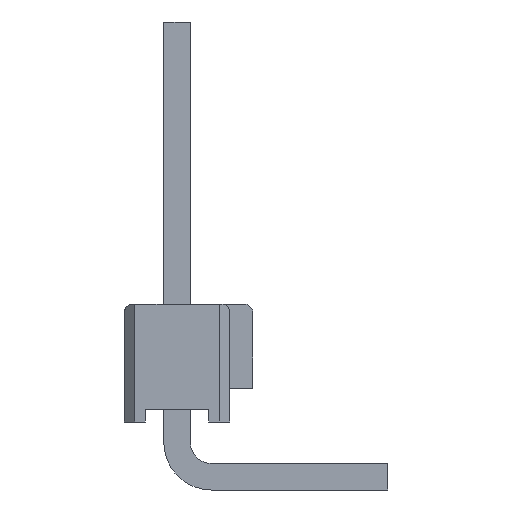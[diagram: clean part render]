
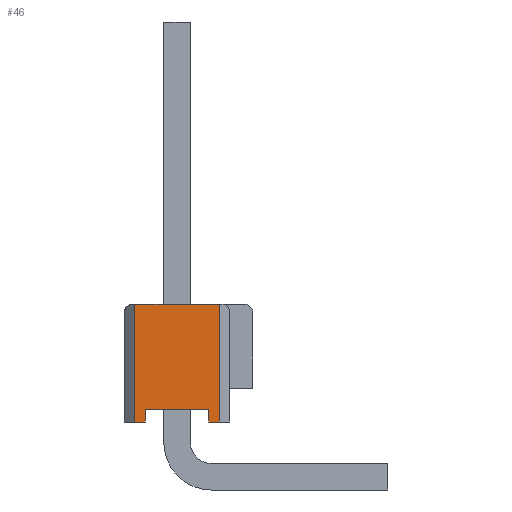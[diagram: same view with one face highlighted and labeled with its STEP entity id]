
A CAD part, left-side view. The second image highlights one B-rep face of the part: STEP entity #46.
In plain terms, the highlighted planar face has unit normal (-1, 0, 0).
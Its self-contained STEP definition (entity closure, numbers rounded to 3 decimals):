
#46=ADVANCED_FACE('',(#167),#168,.F.);
#167=FACE_OUTER_BOUND('',#415,.T.);
#168=PLANE('',#416);
#415=EDGE_LOOP('',(#663,#664,#665,#666,#667,#668,#669,#670));
#416=AXIS2_PLACEMENT_3D('',#671,#672,#673);
#663=ORIENTED_EDGE('',*,*,#1683,.F.);
#664=ORIENTED_EDGE('',*,*,#1684,.F.);
#665=ORIENTED_EDGE('',*,*,#1685,.F.);
#666=ORIENTED_EDGE('',*,*,#1686,.F.);
#667=ORIENTED_EDGE('',*,*,#1687,.F.);
#668=ORIENTED_EDGE('',*,*,#1688,.F.);
#669=ORIENTED_EDGE('',*,*,#1689,.F.);
#670=ORIENTED_EDGE('',*,*,#1690,.T.);
#671=CARTESIAN_POINT('',(-5.08,0.0,0.0));
#672=DIRECTION('',(1.0,0.0,0.0));
#673=DIRECTION('',(0.0,1.0,-0.0));
#1683=EDGE_CURVE('',#2013,#2014,#2015,.T.);
#1684=EDGE_CURVE('',#2016,#2013,#2017,.T.);
#1685=EDGE_CURVE('',#2018,#2016,#2019,.T.);
#1686=EDGE_CURVE('',#2020,#2018,#2021,.T.);
#1687=EDGE_CURVE('',#2022,#2020,#2023,.T.);
#1688=EDGE_CURVE('',#2024,#2022,#2025,.T.);
#1689=EDGE_CURVE('',#2026,#2024,#2027,.T.);
#1690=EDGE_CURVE('',#2026,#2014,#2028,.T.);
#2013=VERTEX_POINT('',#2563);
#2014=VERTEX_POINT('',#2564);
#2015=LINE('',#2565,#2566);
#2016=VERTEX_POINT('',#2567);
#2017=LINE('',#2568,#2569);
#2018=VERTEX_POINT('',#2570);
#2019=LINE('',#2571,#2572);
#2020=VERTEX_POINT('',#2573);
#2021=LINE('',#2574,#2575);
#2022=VERTEX_POINT('',#2576);
#2023=LINE('',#2577,#2578);
#2024=VERTEX_POINT('',#2579);
#2025=LINE('',#2580,#2581);
#2026=VERTEX_POINT('',#2582);
#2027=LINE('',#2583,#2584);
#2028=LINE('',#2585,#2586);
#2563=CARTESIAN_POINT('',(-5.08,0.75,-2.8));
#2564=CARTESIAN_POINT('',(-5.08,1.0,-2.8));
#2565=CARTESIAN_POINT('',(-5.08,0.75,-2.8));
#2566=VECTOR('',#3507,0.25);
#2567=CARTESIAN_POINT('',(-5.08,0.75,-2.5));
#2568=CARTESIAN_POINT('',(-5.08,0.75,-2.5));
#2569=VECTOR('',#3508,0.3);
#2570=CARTESIAN_POINT('',(-5.08,-0.75,-2.5));
#2571=CARTESIAN_POINT('',(-5.08,-0.75,-2.5));
#2572=VECTOR('',#3509,1.5);
#2573=CARTESIAN_POINT('',(-5.08,-0.75,-2.8));
#2574=CARTESIAN_POINT('',(-5.08,-0.75,-2.8));
#2575=VECTOR('',#3510,0.3);
#2576=CARTESIAN_POINT('',(-5.08,-1.0,-2.8));
#2577=CARTESIAN_POINT('',(-5.08,-1.0,-2.8));
#2578=VECTOR('',#3511,0.25);
#2579=CARTESIAN_POINT('',(-5.08,-1.0,0.0));
#2580=CARTESIAN_POINT('',(-5.08,-1.0,0.0));
#2581=VECTOR('',#3512,2.8);
#2582=CARTESIAN_POINT('',(-5.08,1.0,0.0));
#2583=CARTESIAN_POINT('',(-5.08,1.0,0.0));
#2584=VECTOR('',#3513,2.0);
#2585=CARTESIAN_POINT('',(-5.08,1.0,0.0));
#2586=VECTOR('',#3514,2.8);
#3507=DIRECTION('',(0.0,1.0,0.0));
#3508=DIRECTION('',(0.0,0.0,-1.0));
#3509=DIRECTION('',(0.0,1.0,0.0));
#3510=DIRECTION('',(0.0,0.0,1.0));
#3511=DIRECTION('',(0.0,1.0,0.0));
#3512=DIRECTION('',(0.0,0.0,-1.0));
#3513=DIRECTION('',(0.0,-1.0,0.0));
#3514=DIRECTION('',(0.0,0.0,-1.0));
